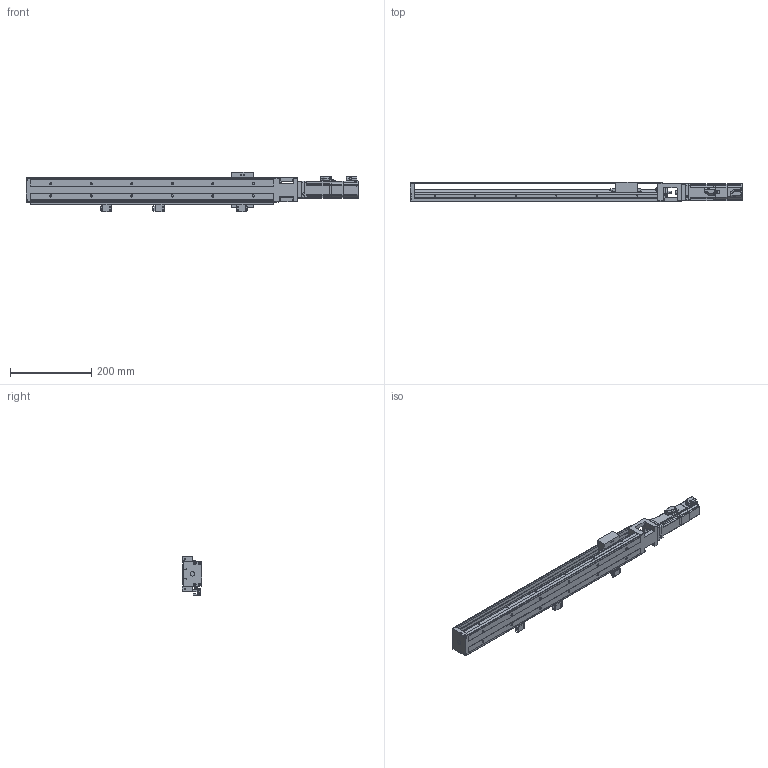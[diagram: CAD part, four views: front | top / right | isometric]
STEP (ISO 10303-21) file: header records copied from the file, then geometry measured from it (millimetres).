
FILE_DESCRIPTION((''),'2;1');
FILE_NAME('KK60-600A1-F2CS2M100-B_ASM','2015-06-13T',('Administrator'),(''),'PRO/ENGINEER BY PARAMETRIC TECHNOLOGY CORPORATION, 2010180','PRO/ENGINEER BY PARAMETRIC TECHNOLOGY CORPORATION, 2010180','');
FILE_SCHEMA(('CONFIG_CONTROL_DESIGN'));
Products named in the file (12): KK60-RAIL_72; KK60-BLOCK_37; KK60-600A1-F0C_ASM_12_ASM; KK60-600A1-F0C_ASM; 600; EE-SX674-1_1; EE-SX674-2_2; EE-SX674-3_1; S2600_ASM; KK60-F2; 100W-B; KK60-600A1-F2CS2M100-B_ASM
Assembly tree (11 placements, depth 4):
  KK60-600A1-F2CS2M100-B_ASM
    KK60-600A1-F0C_ASM
      KK60-600A1-F0C_ASM_12_ASM
        KK60-RAIL_72
        KK60-BLOCK_37
    S2600_ASM
      600
      EE-SX674-1_1
      EE-SX674-2_2
      EE-SX674-3_1
    KK60-F2
    100W-B
Bounding box: 819 x 48 x 96.5 mm (x, y, z)
Volume: 815350.3 mm3; surface area: 352408.8 mm2
Topology: 7 solids, 47 shells, 2053 faces, 5585 edges, 3715 vertices
Faces by surface type: plane 1136, cylinder 660, torus 106, cone 89, bspline 39, sphere 23
Entity records: 68793 total; most frequent: CARTESIAN_POINT 16752, DIRECTION 10587, ORIENTED_EDGE 10572, EDGE_CURVE 5562, VERTEX_POINT 3713, AXIS2_PLACEMENT_3D 3620, VECTOR 3347, LINE 3347
